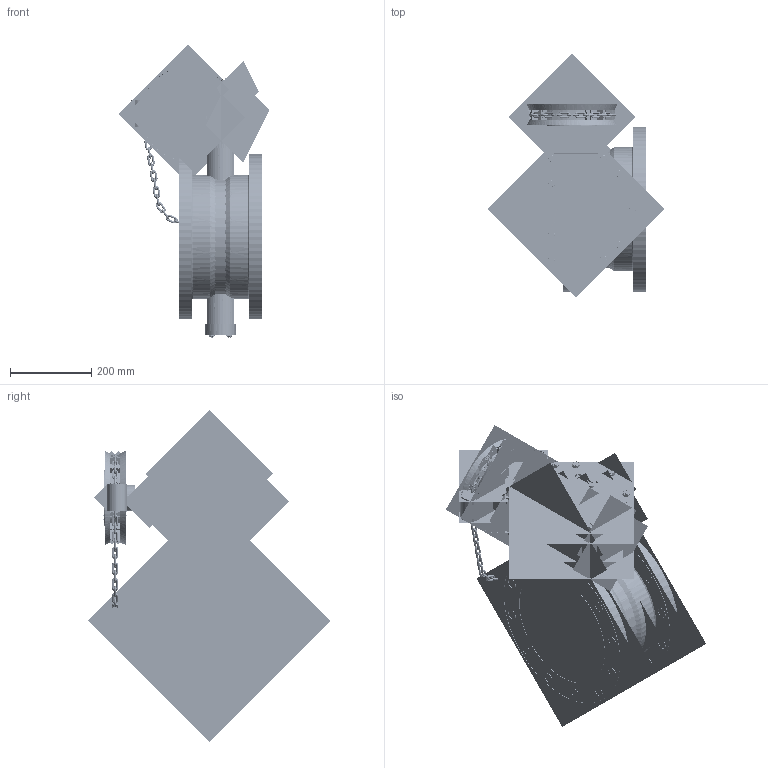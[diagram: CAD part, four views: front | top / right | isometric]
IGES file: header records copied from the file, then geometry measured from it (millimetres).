
Start section:  PTC IGES file: class_250ii_fl_x_fl-10-inch-cha_asm.igs
Global section: file name: class_250ii_fl_x_fl-10-inch-cha_asm.igs; native system: Creo Parametric by Parametric Technology Corporation; preprocessor: 2013050; author: HAPPY; organization: Unknown; date: 20161214.164213; units: inch
Bounding box: 435.24 x 681.77 x 818.87 mm (x, y, z)
Volume: 16498322.2 mm3; surface area: 10288682.8 mm2
Topology: 47 solids, 47 shells, 6544 faces, 35510 edges, 46063 vertices
Faces by surface type: revolution 5290, bspline 1254
